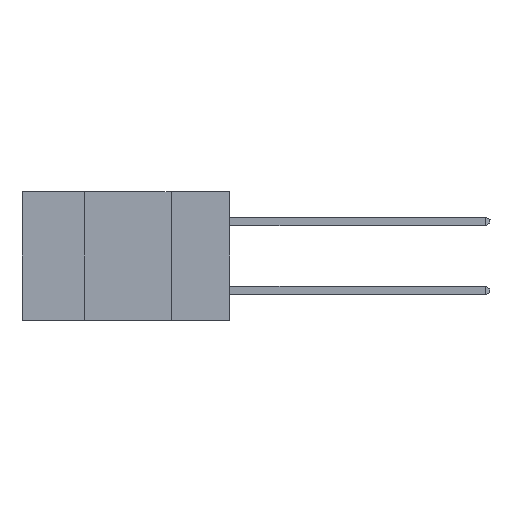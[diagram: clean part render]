
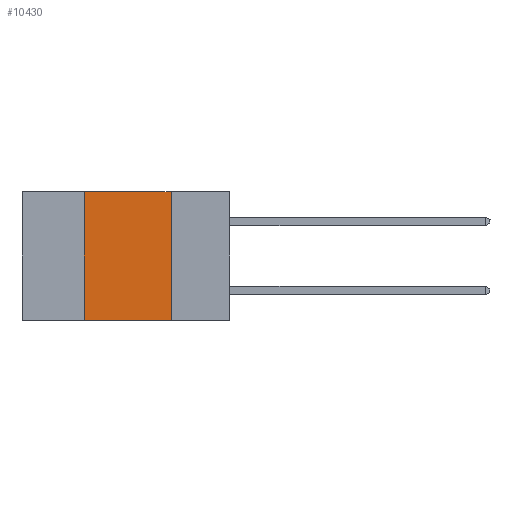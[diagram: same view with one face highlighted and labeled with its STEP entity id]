
A CAD part, left-side view. The second image highlights one B-rep face of the part: STEP entity #10430.
In plain terms, the highlighted planar face has unit normal (-1, 0, 0).
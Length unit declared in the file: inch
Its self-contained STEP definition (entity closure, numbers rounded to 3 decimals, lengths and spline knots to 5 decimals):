
#777 = DIRECTION ( 'NONE',  ( 0., 0., -1. ) ) ;
#1034 = CARTESIAN_POINT ( 'NONE',  ( 0., 0.17, -0.37 ) ) ;
#1211 = DIRECTION ( 'NONE',  ( 0., -1., 0. ) ) ;
#1386 = VERTEX_POINT ( 'NONE', #9453 ) ;
#1729 = CARTESIAN_POINT ( 'NONE',  ( 0., 0.17, -0.37 ) ) ;
#2147 = VECTOR ( 'NONE', #7044, 39.37008 ) ;
#2233 = LINE ( 'NONE', #6263, #11539 ) ;
#2696 = EDGE_CURVE ( 'NONE', #10376, #1386, #2233, .T. ) ;
#2892 = LINE ( 'NONE', #1729, #3856 ) ;
#3026 = VERTEX_POINT ( 'NONE', #1034 ) ;
#3290 = CARTESIAN_POINT ( 'NONE',  ( 0., 0.42, -0.37 ) ) ;
#3441 = DIRECTION ( 'NONE',  ( 0., -1., 0. ) ) ;
#3856 = VECTOR ( 'NONE', #12056, 39.37008 ) ;
#4152 = AXIS2_PLACEMENT_3D ( 'NONE', #8276, #11920, #777 ) ;
#5183 = ORIENTED_EDGE ( 'NONE', *, *, #8267, .T. ) ;
#6055 = CARTESIAN_POINT ( 'NONE',  ( 0., 0.42, -0.37 ) ) ;
#6263 = CARTESIAN_POINT ( 'NONE',  ( 0., 0.6, 0. ) ) ;
#6366 = FACE_OUTER_BOUND ( 'NONE', #11069, .T. ) ;
#6678 = CARTESIAN_POINT ( 'NONE',  ( 0., 0.6, -0.37 ) ) ;
#6991 = EDGE_CURVE ( 'NONE', #8397, #10376, #9851, .T. ) ;
#7044 = DIRECTION ( 'NONE',  ( 0., 0., 1. ) ) ;
#7980 = CARTESIAN_POINT ( 'NONE',  ( 0., 0.42, 0. ) ) ;
#8253 = ORIENTED_EDGE ( 'NONE', *, *, #6991, .F. ) ;
#8267 = EDGE_CURVE ( 'NONE', #8397, #3026, #10509, .T. ) ;
#8276 = CARTESIAN_POINT ( 'NONE',  ( 0., 0.6, 0. ) ) ;
#8397 = VERTEX_POINT ( 'NONE', #6055 ) ;
#9453 = CARTESIAN_POINT ( 'NONE',  ( 0., 0.17, 0. ) ) ;
#9851 = LINE ( 'NONE', #3290, #2147 ) ;
#9957 = VECTOR ( 'NONE', #1211, 39.37008 ) ;
#10087 = PLANE ( 'NONE',  #4152 ) ;
#10376 = VERTEX_POINT ( 'NONE', #7980 ) ;
#10430 = ADVANCED_FACE ( 'NONE', ( #6366 ), #10087, .F. ) ;
#10445 = ORIENTED_EDGE ( 'NONE', *, *, #10871, .F. ) ;
#10509 = LINE ( 'NONE', #6678, #9957 ) ;
#10871 = EDGE_CURVE ( 'NONE', #1386, #3026, #2892, .T. ) ;
#11069 = EDGE_LOOP ( 'NONE', ( #10445, #12038, #8253, #5183 ) ) ;
#11539 = VECTOR ( 'NONE', #3441, 39.37008 ) ;
#11920 = DIRECTION ( 'NONE',  ( 1., 0., 0. ) ) ;
#12038 = ORIENTED_EDGE ( 'NONE', *, *, #2696, .F. ) ;
#12056 = DIRECTION ( 'NONE',  ( 0., 0., -1. ) ) ;
